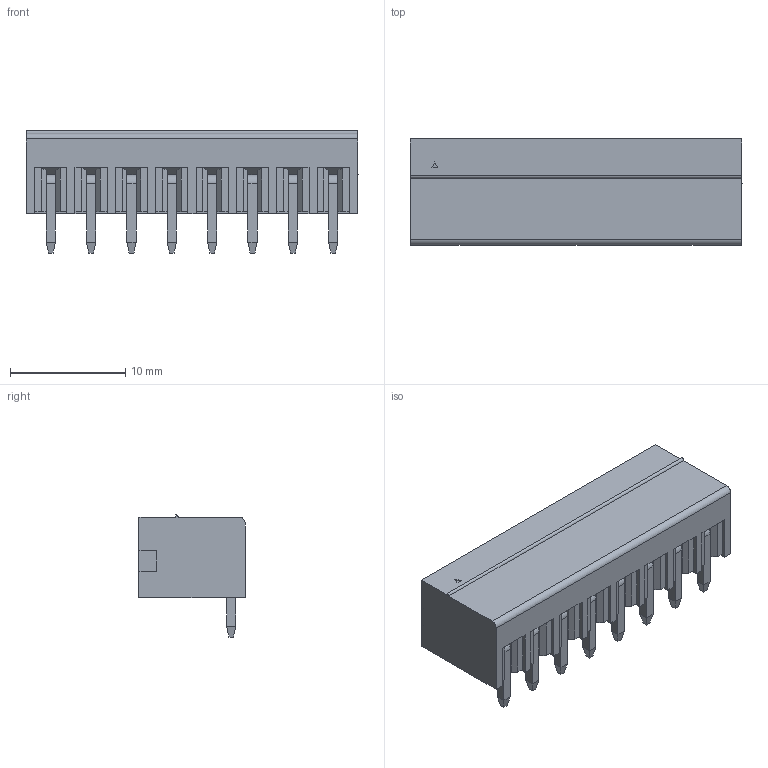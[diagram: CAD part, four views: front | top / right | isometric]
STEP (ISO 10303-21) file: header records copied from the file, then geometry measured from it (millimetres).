
FILE_DESCRIPTION (( 'STEP AP214' ), '1' );
FILE_NAME ('15EDGRC-3.5-08P-14-00AH.STEP', '2021-01-29T01:59:14', ( '' ), ( '' ), 'SwSTEP 2.0', 'SolidWorks 2020', '' );
FILE_SCHEMA (( 'AUTOMOTIVE_DESIGN' ));
Length unit declared in the file: millimetre
Products named in the file (1): 15EDGRC-3.5-08P-14-00AH
Bounding box: 28.8 x 9.2 x 10.6 mm (x, y, z)
Volume: 819.3 mm3; surface area: 2817.6 mm2
Topology: 1 solids, 9 shells, 913 faces, 2414 edges, 1572 vertices
Faces by surface type: plane 701, bspline 162, cylinder 26, torus 16, cone 8
Entity records: 40827 total; most frequent: CARTESIAN_POINT 14326, ORIENTED_EDGE 4828, DIRECTION 3702, EDGE_CURVE 2414, VECTOR 1982, LINE 1982, VERTEX_POINT 1572, EDGE_LOOP 966
